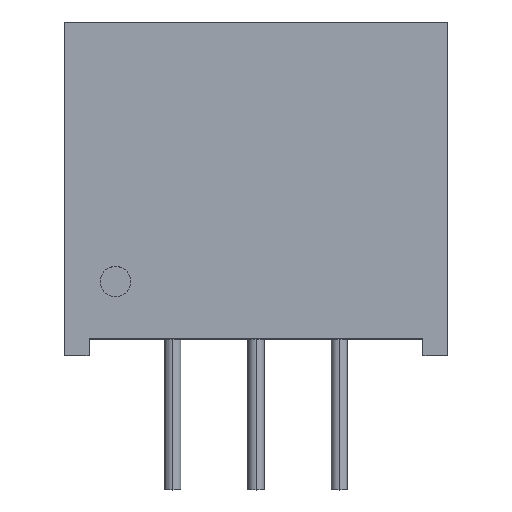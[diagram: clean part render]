
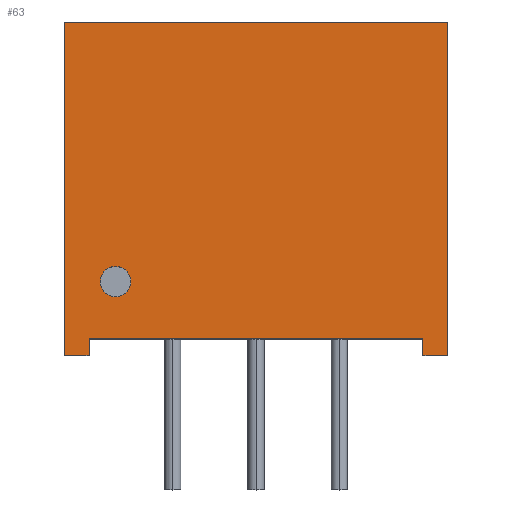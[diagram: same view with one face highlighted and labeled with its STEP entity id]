
A CAD part, top view. The second image highlights one B-rep face of the part: STEP entity #63.
In plain terms, the highlighted planar face has unit normal (0, 0, 1).
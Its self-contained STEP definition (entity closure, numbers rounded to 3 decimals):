
#2 = VECTOR ( 'NONE', #68, 1000. ) ;
#4 = EDGE_CURVE ( 'NONE', #653, #639, #449, .T. ) ;
#12 = VECTOR ( 'NONE', #164, 1000. ) ;
#21 = CARTESIAN_POINT ( 'NONE',  ( 0., 9.66, 0. ) ) ;
#26 = EDGE_CURVE ( 'NONE', #197, #653, #455, .T. ) ;
#28 = ORIENTED_EDGE ( 'NONE', *, *, #612, .F. ) ;
#29 = LINE ( 'NONE', #659, #361 ) ;
#51 = CIRCLE ( 'NONE', #372, 0.463 ) ;
#63 = ADVANCED_FACE ( 'NONE', ( #507, #302 ), #241, .F. ) ;
#65 = EDGE_LOOP ( 'NONE', ( #206, #112 ) ) ;
#68 = DIRECTION ( 'NONE',  ( 0., -1., 0. ) ) ;
#76 = EDGE_CURVE ( 'NONE', #635, #643, #292, .T. ) ;
#80 = DIRECTION ( 'NONE',  ( -1., 0., 0. ) ) ;
#81 = CARTESIAN_POINT ( 'NONE',  ( 0., 9.66, 0. ) ) ;
#86 = ORIENTED_EDGE ( 'NONE', *, *, #339, .F. ) ;
#89 = VERTEX_POINT ( 'NONE', #137 ) ;
#90 = EDGE_CURVE ( 'NONE', #89, #596, #180, .T. ) ;
#112 = ORIENTED_EDGE ( 'NONE', *, *, #304, .F. ) ;
#116 = VECTOR ( 'NONE', #236, 1000. ) ;
#123 = LINE ( 'NONE', #502, #577 ) ;
#137 = CARTESIAN_POINT ( 'NONE',  ( 11.68, -0.5, 0. ) ) ;
#159 = VECTOR ( 'NONE', #621, 1000. ) ;
#163 = ORIENTED_EDGE ( 'NONE', *, *, #623, .F. ) ;
#164 = DIRECTION ( 'NONE',  ( -1., 0., 0. ) ) ;
#174 = AXIS2_PLACEMENT_3D ( 'NONE', #305, #673, #674 ) ;
#176 = LINE ( 'NONE', #81, #116 ) ;
#180 = LINE ( 'NONE', #618, #571 ) ;
#192 = CARTESIAN_POINT ( 'NONE',  ( 0.75, -0.5, 0. ) ) ;
#197 = VERTEX_POINT ( 'NONE', #204 ) ;
#204 = CARTESIAN_POINT ( 'NONE',  ( 0.75, -0.5, 0. ) ) ;
#206 = ORIENTED_EDGE ( 'NONE', *, *, #76, .F. ) ;
#213 = CARTESIAN_POINT ( 'NONE',  ( 0., -0.5, 0. ) ) ;
#220 = CARTESIAN_POINT ( 'NONE',  ( 0., 0., 0. ) ) ;
#223 = EDGE_CURVE ( 'NONE', #197, #278, #488, .T. ) ;
#236 = DIRECTION ( 'NONE',  ( 1., 0., 0. ) ) ;
#241 = PLANE ( 'NONE',  #592 ) ;
#270 = EDGE_LOOP ( 'NONE', ( #676, #375, #285, #311, #86, #437, #163, #28 ) ) ;
#278 = VERTEX_POINT ( 'NONE', #213 ) ;
#281 = CARTESIAN_POINT ( 'NONE',  ( 2.019, 1.744, 0. ) ) ;
#285 = ORIENTED_EDGE ( 'NONE', *, *, #26, .T. ) ;
#286 = DIRECTION ( 'NONE',  ( 0., 1., 0. ) ) ;
#292 = CIRCLE ( 'NONE', #174, 0.463 ) ;
#302 = FACE_OUTER_BOUND ( 'NONE', #270, .T. ) ;
#304 = EDGE_CURVE ( 'NONE', #643, #635, #51, .T. ) ;
#305 = CARTESIAN_POINT ( 'NONE',  ( 1.556, 1.744, 0. ) ) ;
#311 = ORIENTED_EDGE ( 'NONE', *, *, #4, .T. ) ;
#326 = DIRECTION ( 'NONE',  ( 0., 0., 1. ) ) ;
#331 = LINE ( 'NONE', #548, #2 ) ;
#335 = CARTESIAN_POINT ( 'NONE',  ( 10.93, -0.5, 0. ) ) ;
#337 = DIRECTION ( 'NONE',  ( 0., -1., 0. ) ) ;
#339 = EDGE_CURVE ( 'NONE', #596, #639, #29, .T. ) ;
#361 = VECTOR ( 'NONE', #286, 1000. ) ;
#372 = AXIS2_PLACEMENT_3D ( 'NONE', #376, #326, #379 ) ;
#375 = ORIENTED_EDGE ( 'NONE', *, *, #223, .F. ) ;
#376 = CARTESIAN_POINT ( 'NONE',  ( 1.556, 1.744, 0. ) ) ;
#378 = VERTEX_POINT ( 'NONE', #21 ) ;
#379 = DIRECTION ( 'NONE',  ( 1., 0., 0. ) ) ;
#392 = CARTESIAN_POINT ( 'NONE',  ( 10.93, 0., 0. ) ) ;
#394 = EDGE_CURVE ( 'NONE', #378, #278, #123, .T. ) ;
#425 = CARTESIAN_POINT ( 'NONE',  ( 0., -0.5, 0. ) ) ;
#437 = ORIENTED_EDGE ( 'NONE', *, *, #90, .F. ) ;
#448 = VECTOR ( 'NONE', #550, 1000. ) ;
#449 = LINE ( 'NONE', #220, #448 ) ;
#455 = LINE ( 'NONE', #192, #159 ) ;
#461 = CARTESIAN_POINT ( 'NONE',  ( 0., 9.66, 0. ) ) ;
#488 = LINE ( 'NONE', #425, #12 ) ;
#493 = CARTESIAN_POINT ( 'NONE',  ( 1.093, 1.744, 0. ) ) ;
#502 = CARTESIAN_POINT ( 'NONE',  ( 0., 9.66, 0. ) ) ;
#507 = FACE_BOUND ( 'NONE', #65, .T. ) ;
#517 = DIRECTION ( 'NONE',  ( -1., 0., 0. ) ) ;
#548 = CARTESIAN_POINT ( 'NONE',  ( 11.68, 9.66, 0. ) ) ;
#550 = DIRECTION ( 'NONE',  ( 1., 0., 0. ) ) ;
#571 = VECTOR ( 'NONE', #517, 1000. ) ;
#573 = VERTEX_POINT ( 'NONE', #614 ) ;
#577 = VECTOR ( 'NONE', #337, 1000. ) ;
#592 = AXIS2_PLACEMENT_3D ( 'NONE', #461, #666, #80 ) ;
#596 = VERTEX_POINT ( 'NONE', #335 ) ;
#611 = CARTESIAN_POINT ( 'NONE',  ( 0.75, 0., 0. ) ) ;
#612 = EDGE_CURVE ( 'NONE', #378, #573, #176, .T. ) ;
#614 = CARTESIAN_POINT ( 'NONE',  ( 11.68, 9.66, 0. ) ) ;
#618 = CARTESIAN_POINT ( 'NONE',  ( 11.68, -0.5, 0. ) ) ;
#621 = DIRECTION ( 'NONE',  ( 0., 1., 0. ) ) ;
#623 = EDGE_CURVE ( 'NONE', #573, #89, #331, .T. ) ;
#635 = VERTEX_POINT ( 'NONE', #281 ) ;
#639 = VERTEX_POINT ( 'NONE', #392 ) ;
#643 = VERTEX_POINT ( 'NONE', #493 ) ;
#653 = VERTEX_POINT ( 'NONE', #611 ) ;
#659 = CARTESIAN_POINT ( 'NONE',  ( 10.93, -0.5, 0. ) ) ;
#666 = DIRECTION ( 'NONE',  ( 0., 0., -1. ) ) ;
#673 = DIRECTION ( 'NONE',  ( 0., 0., 1. ) ) ;
#674 = DIRECTION ( 'NONE',  ( 1., 0., 0. ) ) ;
#676 = ORIENTED_EDGE ( 'NONE', *, *, #394, .T. ) ;
